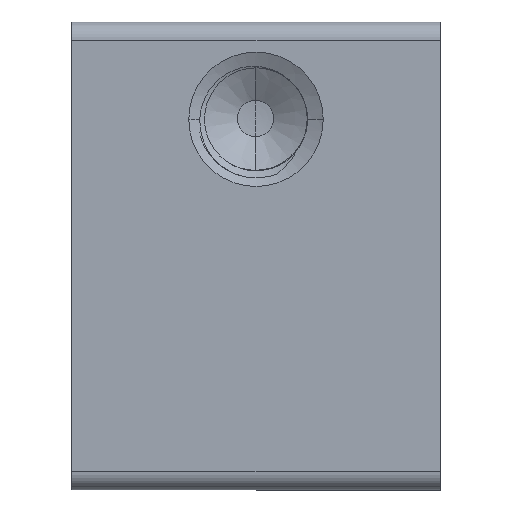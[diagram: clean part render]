
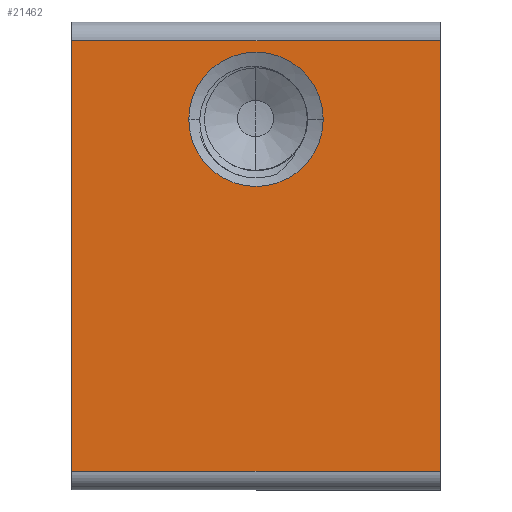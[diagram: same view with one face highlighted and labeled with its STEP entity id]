
A CAD part, left-side view. The second image highlights one B-rep face of the part: STEP entity #21462.
In plain terms, the highlighted planar face has unit normal (-1, 0, 0).
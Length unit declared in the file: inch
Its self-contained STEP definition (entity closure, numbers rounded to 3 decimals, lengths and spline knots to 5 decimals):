
#397 = CARTESIAN_POINT ( 'NONE',  ( -2.13, -0.09042, -0.81 ) ) ;
#514 = VECTOR ( 'NONE', #18325, 39.37008 ) ;
#632 = ORIENTED_EDGE ( 'NONE', *, *, #13954, .T. ) ;
#677 = CARTESIAN_POINT ( 'NONE',  ( -2.13, 0.12509, -1.06185 ) ) ;
#975 = DIRECTION ( 'NONE',  ( 0., 0., 1. ) ) ;
#1214 = DIRECTION ( 'NONE',  ( 1., 0., 0. ) ) ;
#2593 = EDGE_LOOP ( 'NONE', ( #25887, #7909, #17768, #15107 ) ) ;
#2941 = DIRECTION ( 'NONE',  ( 1., 0., 0. ) ) ;
#3238 = VECTOR ( 'NONE', #18965, 39.37008 ) ;
#3346 = LINE ( 'NONE', #397, #514 ) ;
#4956 = CIRCLE ( 'NONE', #9049, 0.21543 ) ;
#5419 = EDGE_CURVE ( 'NONE', #20901, #15188, #8034, .T. ) ;
#6018 = AXIS2_PLACEMENT_3D ( 'NONE', #9149, #15369, #21571 ) ;
#7373 = ORIENTED_EDGE ( 'NONE', *, *, #8132, .T. ) ;
#7832 = CARTESIAN_POINT ( 'NONE',  ( -2.13, -0.30578, -1.06185 ) ) ;
#7909 = ORIENTED_EDGE ( 'NONE', *, *, #16511, .F. ) ;
#8034 = LINE ( 'NONE', #18289, #18773 ) ;
#8132 = EDGE_CURVE ( 'NONE', #20147, #25021, #9970, .T. ) ;
#8832 = EDGE_CURVE ( 'NONE', #13521, #10720, #23953, .T. ) ;
#8957 = CARTESIAN_POINT ( 'NONE',  ( -2.13, 0.50008, -2.25 ) ) ;
#9049 = AXIS2_PLACEMENT_3D ( 'NONE', #25333, #2941, #975 ) ;
#9149 = CARTESIAN_POINT ( 'NONE',  ( -2.13, 0.50008, -2.19 ) ) ;
#9970 = CIRCLE ( 'NONE', #16638, 0.21543 ) ;
#10720 = VERTEX_POINT ( 'NONE', #12113 ) ;
#11449 = FACE_OUTER_BOUND ( 'NONE', #2593, .T. ) ;
#11964 = VECTOR ( 'NONE', #14382, 39.37008 ) ;
#12113 = CARTESIAN_POINT ( 'NONE',  ( -2.13, 0.50008, -0.81 ) ) ;
#13521 = VERTEX_POINT ( 'NONE', #23929 ) ;
#13674 = FACE_BOUND ( 'NONE', #14796, .T. ) ;
#13954 = EDGE_CURVE ( 'NONE', #25021, #20147, #4956, .T. ) ;
#14382 = DIRECTION ( 'NONE',  ( 0., -1., 0. ) ) ;
#14796 = EDGE_LOOP ( 'NONE', ( #7373, #632 ) ) ;
#15107 = ORIENTED_EDGE ( 'NONE', *, *, #15353, .T. ) ;
#15188 = VERTEX_POINT ( 'NONE', #21471 ) ;
#15353 = EDGE_CURVE ( 'NONE', #13521, #20901, #18901, .T. ) ;
#15369 = DIRECTION ( 'NONE',  ( -1., 0., 0. ) ) ;
#16159 = CARTESIAN_POINT ( 'NONE',  ( -2.13, -0.09042, -2.19 ) ) ;
#16511 = EDGE_CURVE ( 'NONE', #10720, #15188, #3346, .T. ) ;
#16638 = AXIS2_PLACEMENT_3D ( 'NONE', #23901, #1214, #17665 ) ;
#17665 = DIRECTION ( 'NONE',  ( 0., 0., 1. ) ) ;
#17768 = ORIENTED_EDGE ( 'NONE', *, *, #8832, .F. ) ;
#18289 = CARTESIAN_POINT ( 'NONE',  ( -2.13, -0.68092, -1.5 ) ) ;
#18325 = DIRECTION ( 'NONE',  ( 0., -1., 0. ) ) ;
#18451 = DIRECTION ( 'NONE',  ( 0., 0., 1. ) ) ;
#18773 = VECTOR ( 'NONE', #18451, 39.37008 ) ;
#18901 = LINE ( 'NONE', #16159, #11964 ) ;
#18965 = DIRECTION ( 'NONE',  ( 0., 0., 1. ) ) ;
#20147 = VERTEX_POINT ( 'NONE', #7832 ) ;
#20901 = VERTEX_POINT ( 'NONE', #23774 ) ;
#21462 = ADVANCED_FACE ( 'NONE', ( #13674, #11449 ), #23463, .T. ) ;
#21471 = CARTESIAN_POINT ( 'NONE',  ( -2.13, -0.68092, -0.81 ) ) ;
#21571 = DIRECTION ( 'NONE',  ( 0., -1., 0. ) ) ;
#23463 = PLANE ( 'NONE',  #6018 ) ;
#23774 = CARTESIAN_POINT ( 'NONE',  ( -2.13, -0.68092, -2.19 ) ) ;
#23901 = CARTESIAN_POINT ( 'NONE',  ( -2.13, -0.09034, -1.06185 ) ) ;
#23929 = CARTESIAN_POINT ( 'NONE',  ( -2.13, 0.50008, -2.19 ) ) ;
#23953 = LINE ( 'NONE', #8957, #3238 ) ;
#25021 = VERTEX_POINT ( 'NONE', #677 ) ;
#25333 = CARTESIAN_POINT ( 'NONE',  ( -2.13, -0.09034, -1.06185 ) ) ;
#25887 = ORIENTED_EDGE ( 'NONE', *, *, #5419, .T. ) ;
